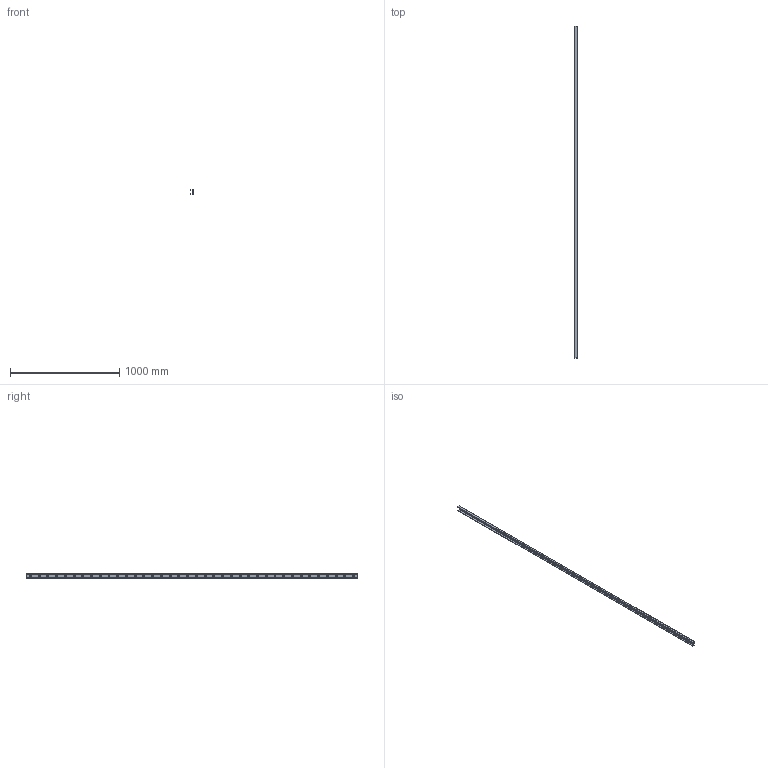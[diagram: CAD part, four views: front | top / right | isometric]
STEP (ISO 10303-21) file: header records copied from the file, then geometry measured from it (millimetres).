
FILE_DESCRIPTION( ( 'Unknown' ), '1' );
FILE_NAME( 'LCU43-3040C.stp', 'Unknown', ( 'Unknown' ), ( 'Unknown' ), 'PSStep 17.0.49', 'Unknown', ' ' );
FILE_SCHEMA( ( 'AUTOMOTIVE_DESIGN { 1 0 10303 214 1 1 1 1 }' ) );
Length unit declared in the file: millimetre
Products named in the file (1): 1
Bounding box: 21 x 3040 x 43 mm (x, y, z)
Volume: 964438.9 mm3; surface area: 484143.5 mm2
Topology: 1 solids, 1 shells, 130 faces, 308 edges, 218 vertices
Faces by surface type: cylinder 82, plane 48
Full cylindrical faces by diameter (mm): 10.5 x38, 18 x38
Entity records: 4366 total; most frequent: DIRECTION 620, CARTESIAN_POINT 505, ORIENTED_EDGE 388, EDGE_LOOP 320, AXIS2_PLACEMENT_3D 295, FACE_OUTER_BOUND 206, EDGE_CURVE 194, VERTEX_POINT 180
